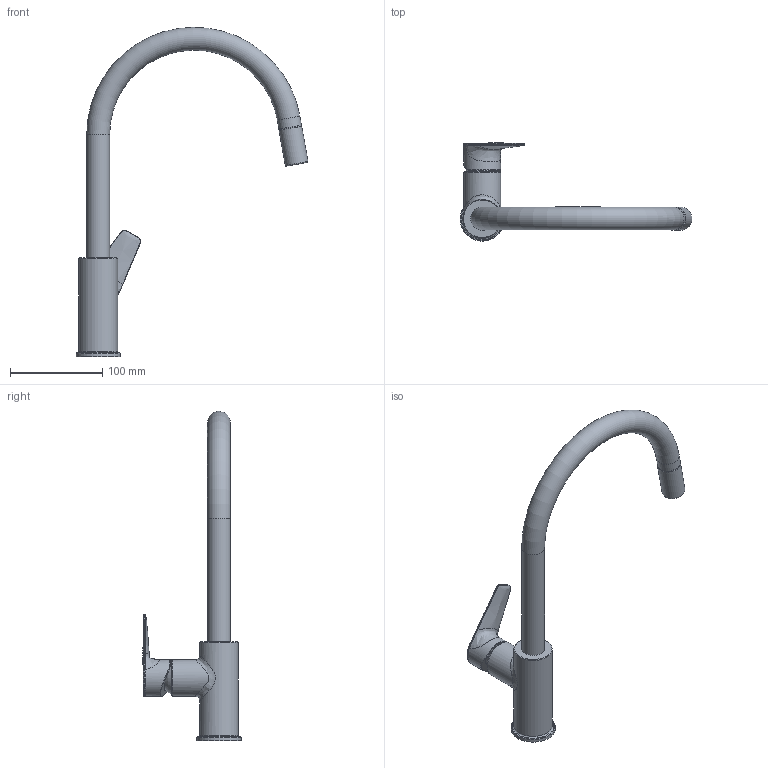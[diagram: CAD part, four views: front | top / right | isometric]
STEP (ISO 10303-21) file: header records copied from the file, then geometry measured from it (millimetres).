
FILE_DESCRIPTION(/* description */ ('Unknown'),/* implementation_level */ '2;1');
FILE_NAME(/* name */ '30542000',/* time_stamp */ '2022-10-06T04:24:50+02:00',/* author */ ('Unknown'),/* organization */ ('GROHE AG'),/* preprocessor_version */ 'ST-DEVELOPER v16.7',/* originating_system */ 'DEX',/* authorisation */ $);
FILE_SCHEMA (('AUTOMOTIVE_DESIGN {1 0 10303 214 3 1 1}'));
Length unit declared in the file: millimetre
Products named in the file (2): 30542000; id11
Assembly tree (1 placements, depth 2):
  30542000
    id11
Bounding box: 251.41 x 106.35 x 357.04 mm (x, y, z)
Volume: 232751.7 mm3; surface area: 71092.2 mm2
Topology: 2 solids, 6 shells, 45 faces, 112 edges, 75 vertices
Faces by surface type: bspline 16, cylinder 10, torus 9, plane 8, cone 1, sphere 1
Full cylindrical faces by diameter (mm): 24.8 x3, 25 x1, 40 x2, 42 x1, 48 x1
Entity records: 7324 total; most frequent: CARTESIAN_POINT 6378, ORIENTED_EDGE 171, DIRECTION 138, EDGE_CURVE 89, VERTEX_POINT 71, EDGE_LOOP 67, FACE_BOUND 67, AXIS2_PLACEMENT_3D 66
